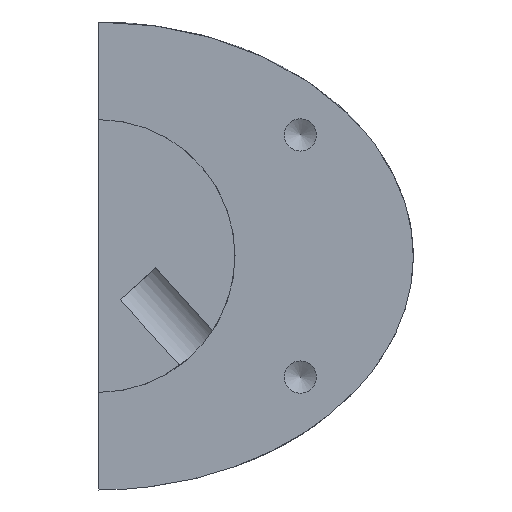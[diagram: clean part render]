
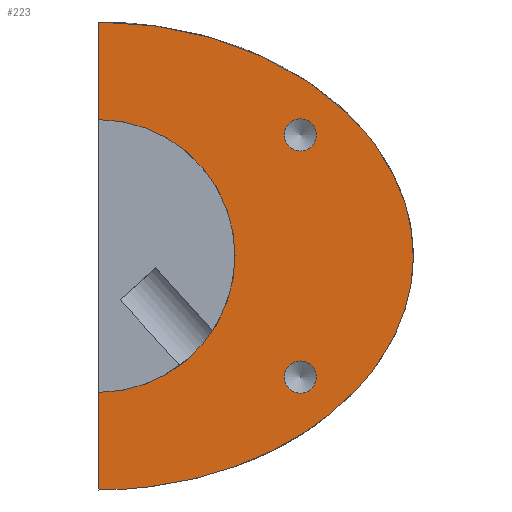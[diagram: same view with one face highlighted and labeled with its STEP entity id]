
A CAD part, left-side view. The second image highlights one B-rep face of the part: STEP entity #223.
In plain terms, the highlighted planar face has unit normal (-1, 0, 0).
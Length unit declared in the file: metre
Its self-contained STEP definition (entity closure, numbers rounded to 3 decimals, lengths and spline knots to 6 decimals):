
#19=B_SPLINE_CURVE_WITH_KNOTS('',3,(#370,#371,#372,#373,#374,#375,#376,
#377,#378,#379,#380,#381,#382,#383,#384,#385,#386,#387,#388,#389,#390,#391,
#392,#393,#394,#395,#396,#397,#398,#399,#400,#401,#402,#403,#404,#405,#406,
#407,#408,#409,#410,#411,#412,#413,#414,#415,#416,#417,#418,#419,#420,#421,
#422),.UNSPECIFIED.,.F.,.F.,(4,1,1,1,1,1,1,1,1,1,1,1,1,1,1,1,1,1,1,1,1,
1,1,1,1,1,1,1,1,1,1,1,1,1,1,1,1,1,1,1,1,1,1,1,1,1,1,1,1,1,4),(0.031928,
0.035917,0.037912,0.039907,0.040904,
0.041901,0.043896,0.04589,0.047885,
0.049879,0.050877,0.051874,0.053869,
0.054866,0.055863,0.05686,0.057858,
0.058855,0.059852,0.060849,0.061348,
0.061847,0.062844,0.063343,0.063841,
0.06434,0.064839,0.065337,0.065836,
0.066833,0.06783,0.068329,0.068828,
0.069825,0.070822,0.07182,0.072817,
0.073814,0.075809,0.077803,0.078801,
0.079798,0.081792,0.083787,0.085781,
0.087776,0.089771,0.091765,0.092762,
0.09376,0.095754),.UNSPECIFIED.);
#34=CIRCLE('',#252,0.0169);
#36=CIRCLE('',#256,0.002);
#37=CIRCLE('',#257,0.002);
#63=ORIENTED_EDGE('',*,*,#116,.F.);
#64=ORIENTED_EDGE('',*,*,#117,.F.);
#65=ORIENTED_EDGE('',*,*,#104,.F.);
#66=ORIENTED_EDGE('',*,*,#118,.T.);
#67=ORIENTED_EDGE('',*,*,#108,.F.);
#68=ORIENTED_EDGE('',*,*,#110,.T.);
#104=EDGE_CURVE('',#133,#134,#154,.T.);
#108=EDGE_CURVE('',#137,#129,#158,.T.);
#110=EDGE_CURVE('',#137,#134,#34,.T.);
#116=EDGE_CURVE('',#142,#142,#36,.F.);
#117=EDGE_CURVE('',#143,#143,#37,.F.);
#118=EDGE_CURVE('',#133,#129,#19,.F.);
#129=VERTEX_POINT('',#330);
#133=VERTEX_POINT('',#338);
#134=VERTEX_POINT('',#340);
#137=VERTEX_POINT('',#346);
#142=VERTEX_POINT('',#367);
#143=VERTEX_POINT('',#369);
#154=LINE('',#339,#165);
#158=LINE('',#347,#169);
#165=VECTOR('',#280,1.);
#169=VECTOR('',#284,1.);
#176=EDGE_LOOP('',(#63));
#177=EDGE_LOOP('',(#64));
#178=EDGE_LOOP('',(#65,#66,#67,#68));
#196=FACE_BOUND('',#176,.T.);
#197=FACE_BOUND('',#177,.T.);
#198=FACE_BOUND('',#178,.T.);
#217=PLANE('',#255);
#223=ADVANCED_FACE('',(#196,#197,#198),#217,.F.);
#252=AXIS2_PLACEMENT_3D('',#351,#289,#290);
#255=AXIS2_PLACEMENT_3D('',#365,#298,#299);
#256=AXIS2_PLACEMENT_3D('',#366,#300,#301);
#257=AXIS2_PLACEMENT_3D('',#368,#302,#303);
#280=DIRECTION('',(0.,0.,1.));
#284=DIRECTION('',(0.,0.,1.));
#289=DIRECTION('',(1.,0.,0.));
#290=DIRECTION('',(0.,-1.,0.));
#298=DIRECTION('',(1.,0.,0.));
#299=DIRECTION('',(0.,0.,-1.));
#300=DIRECTION('',(1.,0.,0.));
#301=DIRECTION('',(0.,-1.,0.));
#302=DIRECTION('',(1.,0.,0.));
#303=DIRECTION('',(0.,-1.,0.));
#330=CARTESIAN_POINT('',(0.005,0.,0.029));
#338=CARTESIAN_POINT('',(0.005,0.,-0.029));
#339=CARTESIAN_POINT('',(0.005,0.,0.));
#340=CARTESIAN_POINT('',(0.005,0.,-0.0169));
#346=CARTESIAN_POINT('',(0.005,0.,0.0169));
#347=CARTESIAN_POINT('',(0.005,0.,0.));
#351=CARTESIAN_POINT('',(0.005,0.,0.));
#365=CARTESIAN_POINT('',(0.005,0.,0.));
#366=CARTESIAN_POINT('',(0.005,-0.025,0.015));
#367=CARTESIAN_POINT('',(0.005,-0.027,0.015));
#368=CARTESIAN_POINT('',(0.005,-0.025,-0.015));
#369=CARTESIAN_POINT('',(0.005,-0.027,-0.015));
#370=CARTESIAN_POINT('',(0.005,0.,0.029));
#371=CARTESIAN_POINT('',(0.005,-0.001797,0.029));
#372=CARTESIAN_POINT('',(0.005,-0.00448,0.028861));
#373=CARTESIAN_POINT('',(0.005,-0.008054,0.028392));
#374=CARTESIAN_POINT('',(0.005,-0.010293,0.027976));
#375=CARTESIAN_POINT('',(0.005,-0.012088,0.027563));
#376=CARTESIAN_POINT('',(0.005,-0.013892,0.027094));
#377=CARTESIAN_POINT('',(0.005,-0.016132,0.026406));
#378=CARTESIAN_POINT('',(0.005,-0.018793,0.025408));
#379=CARTESIAN_POINT('',(0.005,-0.021436,0.024219));
#380=CARTESIAN_POINT('',(0.005,-0.023629,0.023044));
#381=CARTESIAN_POINT('',(0.005,-0.025382,0.02197));
#382=CARTESIAN_POINT('',(0.005,-0.027135,0.020796));
#383=CARTESIAN_POINT('',(0.005,-0.028852,0.019482));
#384=CARTESIAN_POINT('',(0.005,-0.030539,0.017982));
#385=CARTESIAN_POINT('',(0.005,-0.031787,0.016749));
#386=CARTESIAN_POINT('',(0.005,-0.033017,0.015388));
#387=CARTESIAN_POINT('',(0.005,-0.034226,0.013865));
#388=CARTESIAN_POINT('',(0.005,-0.035376,0.012186));
#389=CARTESIAN_POINT('',(0.005,-0.036457,0.010306));
#390=CARTESIAN_POINT('',(0.005,-0.037277,0.008532));
#391=CARTESIAN_POINT('',(0.005,-0.037859,0.00695));
#392=CARTESIAN_POINT('',(0.005,-0.038368,0.005287));
#393=CARTESIAN_POINT('',(0.005,-0.038749,0.003492));
#394=CARTESIAN_POINT('',(0.005,-0.038957,0.001587));
#395=CARTESIAN_POINT('',(0.005,-0.039017,0.000116));
#396=CARTESIAN_POINT('',(0.005,-0.038973,-0.001364));
#397=CARTESIAN_POINT('',(0.005,-0.03883,-0.002809));
#398=CARTESIAN_POINT('',(0.005,-0.038596,-0.004208));
#399=CARTESIAN_POINT('',(0.005,-0.038177,-0.005999));
#400=CARTESIAN_POINT('',(0.005,-0.0375,-0.008027));
#401=CARTESIAN_POINT('',(0.005,-0.036687,-0.009818));
#402=CARTESIAN_POINT('',(0.005,-0.03598,-0.011134));
#403=CARTESIAN_POINT('',(0.005,-0.03524,-0.012379));
#404=CARTESIAN_POINT('',(0.005,-0.034281,-0.013789));
#405=CARTESIAN_POINT('',(0.005,-0.033088,-0.015304));
#406=CARTESIAN_POINT('',(0.005,-0.031861,-0.016672));
#407=CARTESIAN_POINT('',(0.005,-0.030604,-0.017921));
#408=CARTESIAN_POINT('',(0.005,-0.028894,-0.019448));
#409=CARTESIAN_POINT('',(0.005,-0.026742,-0.021099));
#410=CARTESIAN_POINT('',(0.005,-0.024559,-0.022498));
#411=CARTESIAN_POINT('',(0.005,-0.022793,-0.023492));
#412=CARTESIAN_POINT('',(0.005,-0.021011,-0.024411));
#413=CARTESIAN_POINT('',(0.005,-0.018793,-0.025409));
#414=CARTESIAN_POINT('',(0.005,-0.016137,-0.026404));
#415=CARTESIAN_POINT('',(0.005,-0.013478,-0.027221));
#416=CARTESIAN_POINT('',(0.005,-0.01081,-0.027877));
#417=CARTESIAN_POINT('',(0.005,-0.008127,-0.028381));
#418=CARTESIAN_POINT('',(0.005,-0.005872,-0.02868));
#419=CARTESIAN_POINT('',(0.005,-0.004056,-0.028847));
#420=CARTESIAN_POINT('',(0.005,-0.002248,-0.028965));
#421=CARTESIAN_POINT('',(0.005,-0.000898,-0.029));
#422=CARTESIAN_POINT('',(0.005,0.,-0.029));
